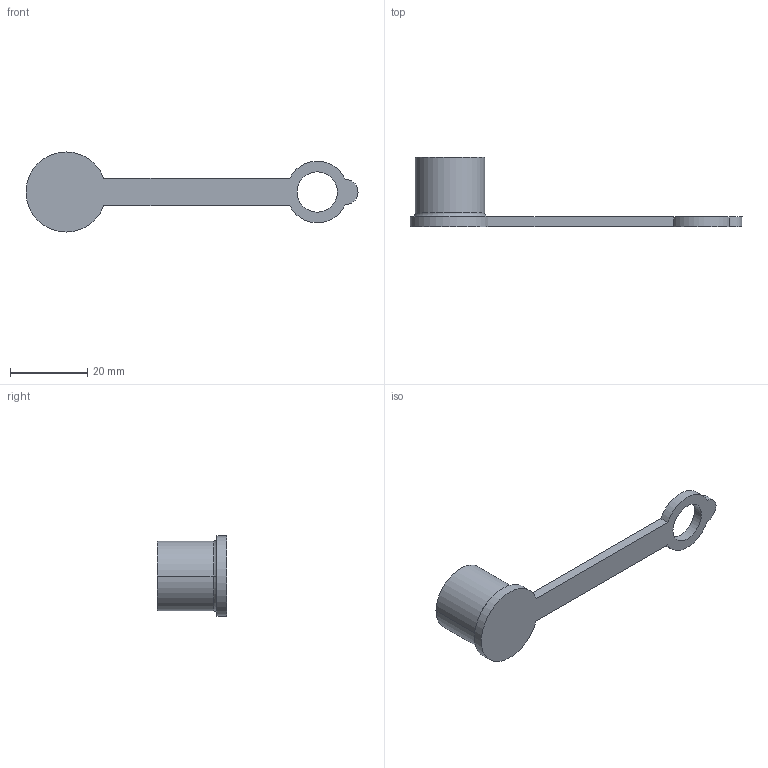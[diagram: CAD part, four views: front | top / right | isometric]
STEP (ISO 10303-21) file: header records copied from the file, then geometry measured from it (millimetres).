
FILE_DESCRIPTION((''),'2;1');
FILE_NAME('ILC30719704','2005-08-25T',('KR'),(''),'PRO/ENGINEER BY PARAMETRIC TECHNOLOGY CORPORATION, 2004290','PRO/ENGINEER BY PARAMETRIC TECHNOLOGY CORPORATION, 2004290','');
FILE_SCHEMA(('AUTOMOTIVE_DESIGN_CC2 { 1 2 10303 214 -1 1 5 2 }'));
Length unit declared in the file: inch
Products named in the file (1): ILC30719704
Bounding box: 86.22 x 18.03 x 20.83 mm (x, y, z)
Volume: 4182.7 mm3; surface area: 3637.1 mm2
Topology: 1 solids, 1 shells, 18 faces, 40 edges, 26 vertices
Faces by surface type: cylinder 10, plane 6, torus 2
Entity records: 767 total; most frequent: COLOUR_RGB 106, DIRECTION 100, CARTESIAN_POINT 84, ORIENTED_EDGE 80, AXIS2_PLACEMENT_3D 42, PRESENTATION_STYLE_ASSIGNMENT 41, STYLED_ITEM 41, CURVE_STYLE 40
